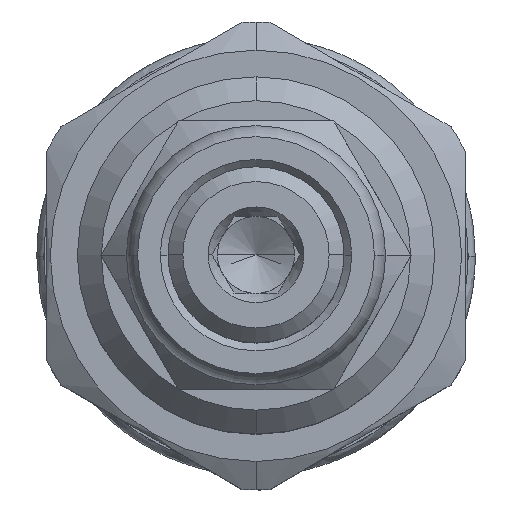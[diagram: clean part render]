
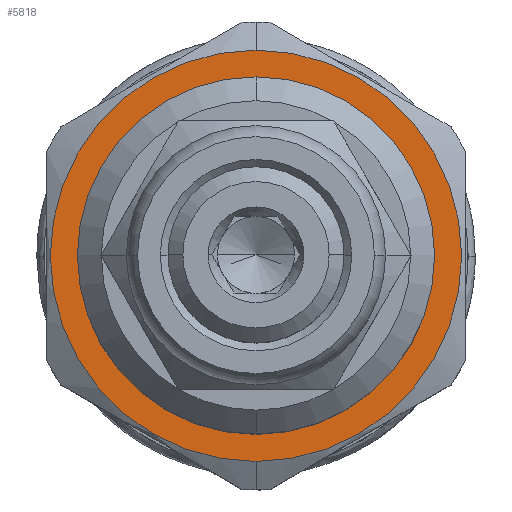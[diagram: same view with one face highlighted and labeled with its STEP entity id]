
A CAD part, top view. The second image highlights one B-rep face of the part: STEP entity #5818.
In plain terms, the highlighted planar face has unit normal (0, 0, 1).
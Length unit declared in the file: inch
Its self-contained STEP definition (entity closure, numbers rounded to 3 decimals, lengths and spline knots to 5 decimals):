
#1439=CARTESIAN_POINT('',(0.,0.,3.157));
#1440=DIRECTION('',(0.,0.,1.));
#1441=DIRECTION('',(0.,-1.,0.));
#1442=AXIS2_PLACEMENT_3D('',#1439,#1440,#1441);
#1551=CARTESIAN_POINT('',(0.,0.,3.157));
#1552=DIRECTION('',(0.,0.,-1.));
#1553=DIRECTION('',(0.,-1.,0.));
#1554=AXIS2_PLACEMENT_3D('',#1551,#1552,#1553);
#1855=CARTESIAN_POINT('',(0.,0.,3.157));
#1856=DIRECTION('',(0.,0.,1.));
#1857=DIRECTION('',(0.,-1.,0.));
#1858=AXIS2_PLACEMENT_3D('',#1855,#1856,#1857);
#1860=CARTESIAN_POINT('',(0.,0.,3.157));
#1861=DIRECTION('',(0.,0.,-1.));
#1862=DIRECTION('',(0.,-1.,0.));
#1863=AXIS2_PLACEMENT_3D('',#1860,#1861,#1862);
#3157=CARTESIAN_POINT('',(0.,-0.43,3.157));
#3159=VERTEX_POINT('',#3157);
#3161=CARTESIAN_POINT('',(0.,0.43,3.157));
#3163=VERTEX_POINT('',#3161);
#3165=CARTESIAN_POINT('',(0.,-0.3735,3.157));
#3166=CARTESIAN_POINT('',(0.,0.3735,3.157));
#3167=VERTEX_POINT('',#3165);
#3168=VERTEX_POINT('',#3166);
#5803=CARTESIAN_POINT('',(0.,0.,3.157));
#5804=DIRECTION('',(0.,0.,1.));
#5805=DIRECTION('',(0.,-1.,0.));
#5806=AXIS2_PLACEMENT_3D('',#5803,#5804,#5805);
#5807=PLANE('',#5806);
#5808=ORIENTED_EDGE('',*,*,#5551,.T.);
#5809=ORIENTED_EDGE('',*,*,#5436,.F.);
#5810=EDGE_LOOP('',(#5808,#5809));
#5811=FACE_OUTER_BOUND('',#5810,.F.);
#5813=ORIENTED_EDGE('',*,*,#5812,.T.);
#5815=ORIENTED_EDGE('',*,*,#5814,.F.);
#5816=EDGE_LOOP('',(#5813,#5815));
#5817=FACE_BOUND('',#5816,.F.);
#5818=ADVANCED_FACE('',(#5811,#5817),#5807,.T.);
#1443=CIRCLE('',#1442,0.43);
#1555=CIRCLE('',#1554,0.43);
#1859=CIRCLE('',#1858,0.3735);
#1864=CIRCLE('',#1863,0.3735);
#5436=EDGE_CURVE('',#3159,#3163,#1443,.T.);
#5551=EDGE_CURVE('',#3159,#3163,#1555,.T.);
#5812=EDGE_CURVE('',#3167,#3168,#1859,.T.);
#5814=EDGE_CURVE('',#3167,#3168,#1864,.T.);
